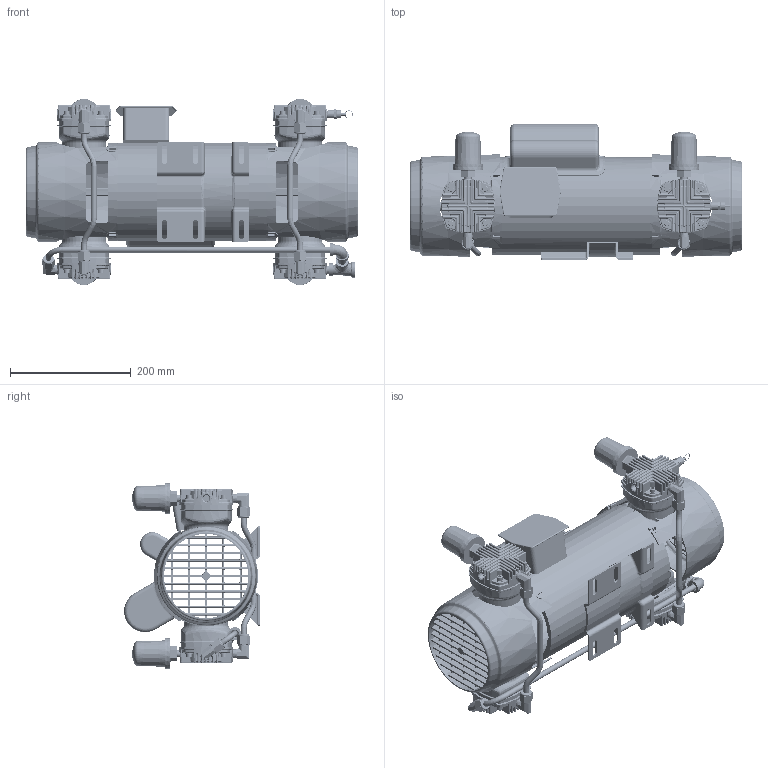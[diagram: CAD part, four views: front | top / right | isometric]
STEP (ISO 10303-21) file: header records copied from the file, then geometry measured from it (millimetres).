
FILE_DESCRIPTION (( 'STEP AP214' ), '1' );
FILE_NAME ('8HDM-10-M850X.STEP', '2025-04-17T16:56:25', ( '' ), ( '' ), 'SwSTEP 2.0', 'SolidWorks 2023', '' );
FILE_SCHEMA (( 'AUTOMOTIVE_DESIGN' ));
Length unit declared in the file: inch
Products named in the file (3): AF537A; 8HDM-10-M850X; 8HDM-10-M850X(IMPORT)
Assembly tree (6 placements, depth 2):
  8HDM-10-M850X
    8HDM-10-M850X(IMPORT)
    AF537A  x5
Bounding box: 549.58 x 224.79 x 307.9 mm (x, y, z)
Volume: 4173803.8 mm3; surface area: 1201182.7 mm2
Topology: 45 solids, 45 shells, 8134 faces, 19818 edges, 11222 vertices
Faces by surface type: bspline 3268, cylinder 2322, plane 1788, cone 616, torus 112, sphere 28
Full cylindrical faces by diameter (mm): 3.454 x8, 4.039 x5, 4.699 x1, 4.762 x8, 4.826 x8, 5.69 x16, 6.35 x32, 6.604 x16, 7.747 x12, 7.874 x10, 9.525 x28, 9.652 x7, 9.779 x10, 11.176 x1, 12.7 x16, 13.665 x1, 13.716 x3, 15.367 x5, 15.494 x5, 15.748 x5, 16.256 x5, 17.45 x5, 17.463 x5, 19.05 x5, 21.336 x2, 21.412 x2, 26.162 x1, 63.5 x12, 73.152 x4, 139.7 x2
Entity records: 345355 total; most frequent: CARTESIAN_POINT 196820, ORIENTED_EDGE 34986, DIRECTION 23310, EDGE_CURVE 17493, VERTEX_POINT 10366, AXIS2_PLACEMENT_3D 9125, EDGE_LOOP 8541, FACE_OUTER_BOUND 7945
